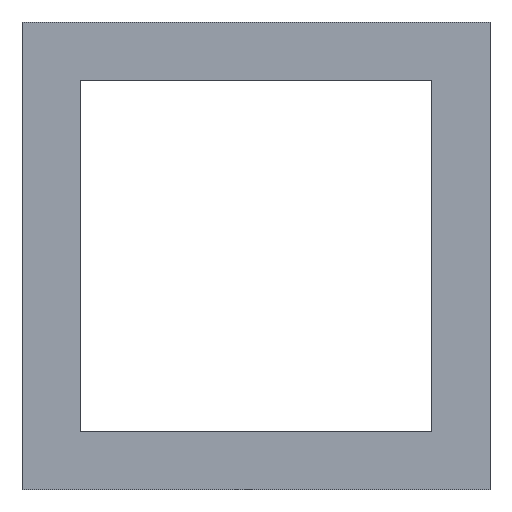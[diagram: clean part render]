
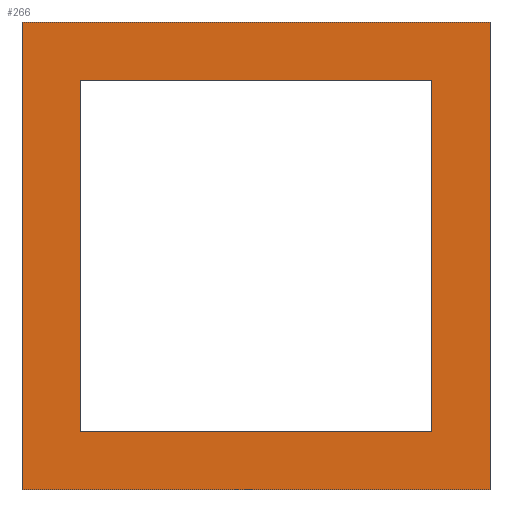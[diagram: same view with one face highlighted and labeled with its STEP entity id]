
A CAD part, front view. The second image highlights one B-rep face of the part: STEP entity #266.
In plain terms, the highlighted planar face has unit normal (0, -1, 0).
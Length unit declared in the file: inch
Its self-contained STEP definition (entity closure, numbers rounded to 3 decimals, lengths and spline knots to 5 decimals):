
#23=LINE('',#428,#47);
#24=LINE('',#430,#48);
#25=LINE('',#432,#49);
#26=LINE('',#433,#50);
#27=LINE('',#436,#51);
#28=LINE('',#438,#52);
#29=LINE('',#440,#53);
#30=LINE('',#441,#54);
#47=VECTOR('',#355,39.37008);
#48=VECTOR('',#356,39.37008);
#49=VECTOR('',#357,39.37008);
#50=VECTOR('',#358,39.37008);
#51=VECTOR('',#359,39.37008);
#52=VECTOR('',#360,39.37008);
#53=VECTOR('',#361,39.37008);
#54=VECTOR('',#362,39.37008);
#64=PLANE('',#308);
#78=FACE_BOUND('',#112,.T.);
#92=FACE_OUTER_BOUND('',#111,.T.);
#111=EDGE_LOOP('',(#209,#210,#211,#212));
#112=EDGE_LOOP('',(#213,#214,#215,#216));
#153=VERTEX_POINT('',#426);
#154=VERTEX_POINT('',#427);
#155=VERTEX_POINT('',#429);
#156=VERTEX_POINT('',#431);
#157=VERTEX_POINT('',#434);
#158=VERTEX_POINT('',#435);
#159=VERTEX_POINT('',#437);
#160=VERTEX_POINT('',#439);
#177=EDGE_CURVE('',#153,#154,#23,.T.);
#178=EDGE_CURVE('',#155,#154,#24,.T.);
#179=EDGE_CURVE('',#156,#155,#25,.T.);
#180=EDGE_CURVE('',#156,#153,#26,.T.);
#181=EDGE_CURVE('',#157,#158,#27,.T.);
#182=EDGE_CURVE('',#159,#157,#28,.T.);
#183=EDGE_CURVE('',#159,#160,#29,.T.);
#184=EDGE_CURVE('',#160,#158,#30,.T.);
#209=ORIENTED_EDGE('',*,*,#177,.T.);
#210=ORIENTED_EDGE('',*,*,#178,.F.);
#211=ORIENTED_EDGE('',*,*,#179,.F.);
#212=ORIENTED_EDGE('',*,*,#180,.T.);
#213=ORIENTED_EDGE('',*,*,#181,.F.);
#214=ORIENTED_EDGE('',*,*,#182,.F.);
#215=ORIENTED_EDGE('',*,*,#183,.T.);
#216=ORIENTED_EDGE('',*,*,#184,.T.);
#266=ADVANCED_FACE('',(#92,#78),#64,.F.);
#308=AXIS2_PLACEMENT_3D('',#425,#353,#354);
#353=DIRECTION('center_axis',(0.,1.,0.));
#354=DIRECTION('ref_axis',(0.,0.,1.));
#355=DIRECTION('',(1.,0.,0.));
#356=DIRECTION('',(0.,0.,-1.));
#357=DIRECTION('',(1.,0.,0.));
#358=DIRECTION('',(0.,0.,-1.));
#359=DIRECTION('',(1.,0.,0.));
#360=DIRECTION('',(0.,0.,-1.));
#361=DIRECTION('',(1.,0.,0.));
#362=DIRECTION('',(0.,0.,-1.));
#425=CARTESIAN_POINT('Origin',(-7.5,-6.5,24.));
#426=CARTESIAN_POINT('',(-8.5,-6.5,22.));
#427=CARTESIAN_POINT('',(-6.5,-6.5,22.));
#428=CARTESIAN_POINT('',(-7.5,-6.5,22.));
#429=CARTESIAN_POINT('',(-6.5,-6.5,24.));
#430=CARTESIAN_POINT('',(-6.5,-6.5,24.));
#431=CARTESIAN_POINT('',(-8.5,-6.5,24.));
#432=CARTESIAN_POINT('',(-7.5,-6.5,24.));
#433=CARTESIAN_POINT('',(-8.5,-6.5,24.));
#434=CARTESIAN_POINT('',(-8.25,-6.5,22.25));
#435=CARTESIAN_POINT('',(-6.75,-6.5,22.25));
#436=CARTESIAN_POINT('',(-7.5,-6.5,22.25));
#437=CARTESIAN_POINT('',(-8.25,-6.5,23.75));
#438=CARTESIAN_POINT('',(-8.25,-6.5,24.));
#439=CARTESIAN_POINT('',(-6.75,-6.5,23.75));
#440=CARTESIAN_POINT('',(-7.5,-6.5,23.75));
#441=CARTESIAN_POINT('',(-6.75,-6.5,24.));
